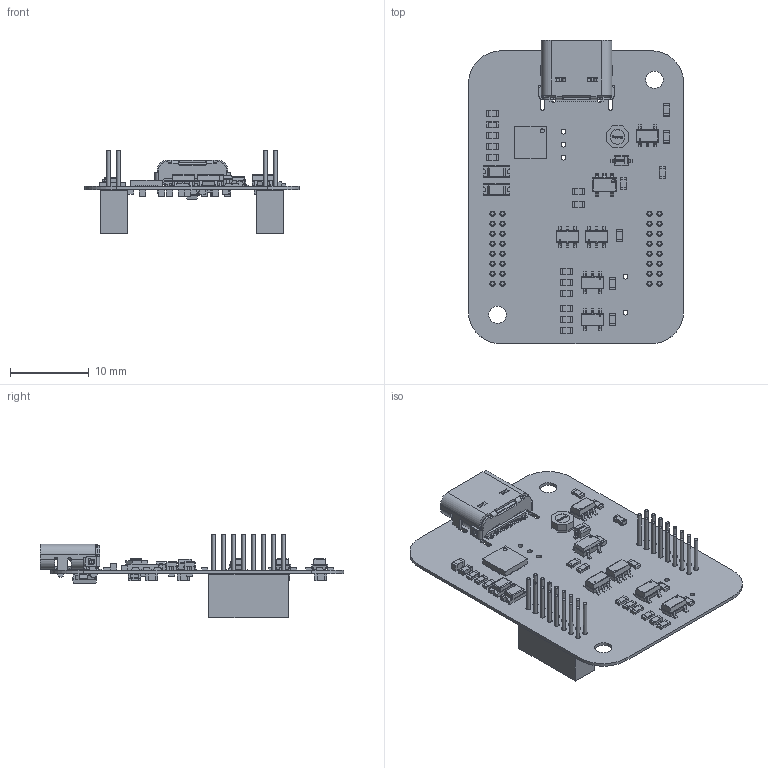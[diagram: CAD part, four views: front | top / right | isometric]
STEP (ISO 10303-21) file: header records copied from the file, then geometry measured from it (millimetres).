
FILE_DESCRIPTION(('Open CASCADE Model'),'2;1');
FILE_NAME('Open CASCADE Shape Model','2022-01-17T07:57:52',('Author'),( 'Open CASCADE'),'Open CASCADE STEP processor 6.8','Open CASCADE 6.8' ,'Unknown');
FILE_SCHEMA(('AUTOMOTIVE_DESIGN { 1 0 10303 214 1 1 1 1 }'));
Length unit declared in the file: millimetre
Products named in the file (98): PCB; Board; Open CASCADE STEP translator 6.8 1.1.1; R20; User_Library-res0603-1; R19; U1; User_Library-SOT-23-5; User_Library-SOT-23-5_pin_SOT_sot-23-6_1; User_Library-SOT-23-5_body_sot23-6_1; R18; R17; R16; R15; R14; R13; R12; R11; R10; R9; R8; R7; R6; R5; R4; R3; R2; R1; L1; Inductor_WE-TPC_2813; 744029001; L飆fl踄he; J1; 5771535408; IC6; 5771536688; Body; PinsArrayL; PinsArrayR; IC5 ...
Assembly tree (159 placements, depth 4):
  PCB
    Board
      Open CASCADE STEP translator 6.8 1.1.1
    R20
      User_Library-res0603-1
    R19
      User_Library-res0603-1
    U1
      User_Library-SOT-23-5
        User_Library-SOT-23-5_pin_SOT_sot-23-6_1  x5
        User_Library-SOT-23-5_body_sot23-6_1
    R18
      User_Library-res0603-1
    R17
      User_Library-res0603-1
    R16
      User_Library-res0603-1
    R15
      User_Library-res0603-1
    R14
      User_Library-res0603-1
    R13
      User_Library-res0603-1
    R12
      User_Library-res0603-1
    R11
      User_Library-res0603-1
    R10
      User_Library-res0603-1
    R9
      User_Library-res0603-1
    R8
      User_Library-res0603-1
    R7
      User_Library-res0603-1
    R6
      User_Library-res0603-1
    R5
      User_Library-res0603-1
    R4
      User_Library-res0603-1
    R3
      User_Library-res0603-1
    R2
      User_Library-res0603-1
    R1
      User_Library-res0603-1
    L1
      Inductor_WE-TPC_2813
        744029001
        744029001
        744029001
        744029001
        L飆fl踄he
        L飆fl踄he
    J1
      5771535408
    IC6
      5771536688
        Body
Bounding box: 27.3 x 38.53 x 10.6 mm (x, y, z)
Volume: 1420.8 mm3; surface area: 7495.8 mm2
Topology: 680 solids, 680 shells, 5541 faces, 11512 edges, 7198 vertices
Faces by surface type: plane 3727, cylinder 1501, bspline 191, sphere 80, cone 26, extrusion 16
Full cylindrical faces by diameter (mm): 0.194 x2, 0.2 x3, 0.45 x512, 0.5 x1, 0.6 x5, 0.65 x34, 0.9 x1, 1.85 x1, 1.86 x1, 2.2 x2
Entity records: 76208 total; most frequent: CARTESIAN_POINT 17145, ORIENTED_EDGE 10966, DIRECTION 10594, EDGE_CURVE 5483, VECTOR 4014, LINE 3998, VERTEX_POINT 3568, AXIS2_PLACEMENT_3D 3290
